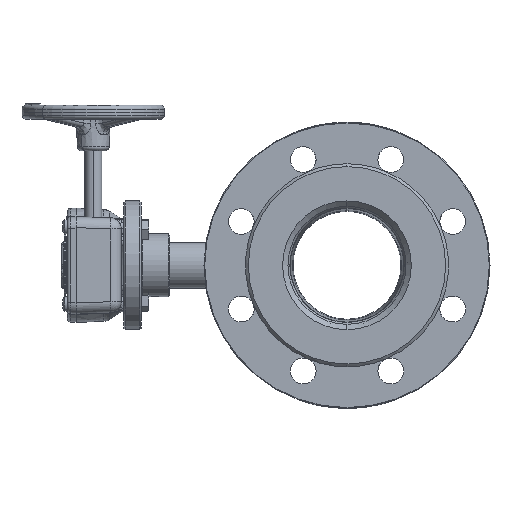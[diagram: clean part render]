
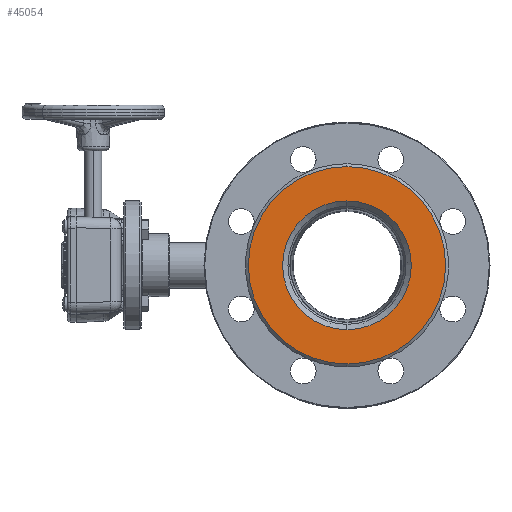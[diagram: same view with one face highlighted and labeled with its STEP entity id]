
A CAD part, left-side view. The second image highlights one B-rep face of the part: STEP entity #45054.
In plain terms, the highlighted planar face has unit normal (-1, 0, 0).
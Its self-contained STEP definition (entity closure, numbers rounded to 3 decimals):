
#122 = VERTEX_POINT ( 'NONE', #39715 ) ;
#601 = AXIS2_PLACEMENT_3D ( 'NONE', #55371, #65322, #20042 ) ;
#2340 = FACE_BOUND ( 'NONE', #28735, .T. ) ;
#3704 = AXIS2_PLACEMENT_3D ( 'NONE', #17205, #57197, #56541 ) ;
#5116 = AXIS2_PLACEMENT_3D ( 'NONE', #26272, #6111, #46431 ) ;
#5526 = DIRECTION ( 'NONE',  ( 1., 0., 0. ) ) ;
#6111 = DIRECTION ( 'NONE',  ( 1., 0., 0. ) ) ;
#12115 = ORIENTED_EDGE ( 'NONE', *, *, #36552, .F. ) ;
#13180 = VERTEX_POINT ( 'NONE', #28909 ) ;
#17205 = CARTESIAN_POINT ( 'NONE',  ( -155., 2.142, 0. ) ) ;
#18965 = CIRCLE ( 'NONE', #20058, 45. ) ;
#20042 = DIRECTION ( 'NONE',  ( 0., 0., 1. ) ) ;
#20058 = AXIS2_PLACEMENT_3D ( 'NONE', #51128, #5526, #21063 ) ;
#21063 = DIRECTION ( 'NONE',  ( 0., 0., 1. ) ) ;
#22828 = FACE_OUTER_BOUND ( 'NONE', #57878, .T. ) ;
#24170 = ORIENTED_EDGE ( 'NONE', *, *, #48559, .T. ) ;
#26272 = CARTESIAN_POINT ( 'NONE',  ( -155., 71.142, 0. ) ) ;
#26601 = DIRECTION ( 'NONE',  ( 1., 0., 0. ) ) ;
#28735 = EDGE_LOOP ( 'NONE', ( #42117, #24170 ) ) ;
#28909 = CARTESIAN_POINT ( 'NONE',  ( -155., 71.142, 69. ) ) ;
#33082 = VERTEX_POINT ( 'NONE', #54004 ) ;
#35066 = EDGE_CURVE ( 'NONE', #122, #13180, #62117, .T. ) ;
#35960 = ORIENTED_EDGE ( 'NONE', *, *, #35066, .F. ) ;
#36381 = PLANE ( 'NONE',  #3704 ) ;
#36552 = EDGE_CURVE ( 'NONE', #13180, #122, #62891, .T. ) ;
#39715 = CARTESIAN_POINT ( 'NONE',  ( -155., 71.142, -69. ) ) ;
#40699 = AXIS2_PLACEMENT_3D ( 'NONE', #61299, #26601, #60636 ) ;
#42117 = ORIENTED_EDGE ( 'NONE', *, *, #64191, .T. ) ;
#45054 = ADVANCED_FACE ( 'NONE', ( #22828, #2340 ), #36381, .F. ) ;
#46431 = DIRECTION ( 'NONE',  ( 0., 0., 1. ) ) ;
#48132 = CIRCLE ( 'NONE', #601, 45. ) ;
#48559 = EDGE_CURVE ( 'NONE', #33082, #60310, #18965, .T. ) ;
#51128 = CARTESIAN_POINT ( 'NONE',  ( -155., 71.142, 0. ) ) ;
#54004 = CARTESIAN_POINT ( 'NONE',  ( -155., 71.142, -45. ) ) ;
#54112 = CARTESIAN_POINT ( 'NONE',  ( -155., 71.142, 45. ) ) ;
#55371 = CARTESIAN_POINT ( 'NONE',  ( -155., 71.142, 0. ) ) ;
#56541 = DIRECTION ( 'NONE',  ( 0., 0., 1. ) ) ;
#57197 = DIRECTION ( 'NONE',  ( 1., 0., 0. ) ) ;
#57878 = EDGE_LOOP ( 'NONE', ( #12115, #35960 ) ) ;
#60310 = VERTEX_POINT ( 'NONE', #54112 ) ;
#60636 = DIRECTION ( 'NONE',  ( 0., 0., 1. ) ) ;
#61299 = CARTESIAN_POINT ( 'NONE',  ( -155., 71.142, 0. ) ) ;
#62117 = CIRCLE ( 'NONE', #5116, 69. ) ;
#62891 = CIRCLE ( 'NONE', #40699, 69. ) ;
#64191 = EDGE_CURVE ( 'NONE', #60310, #33082, #48132, .T. ) ;
#65322 = DIRECTION ( 'NONE',  ( 1., 0., 0. ) ) ;
